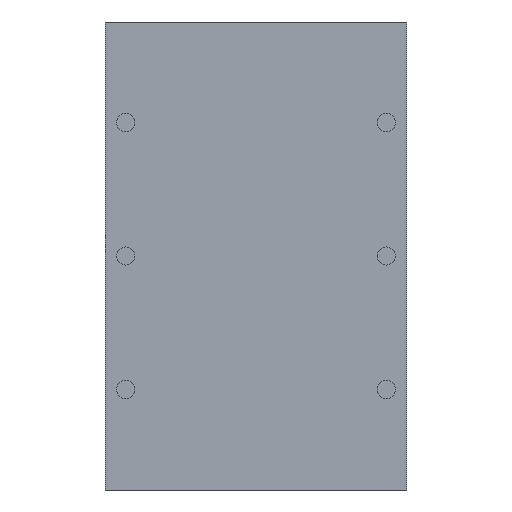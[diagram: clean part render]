
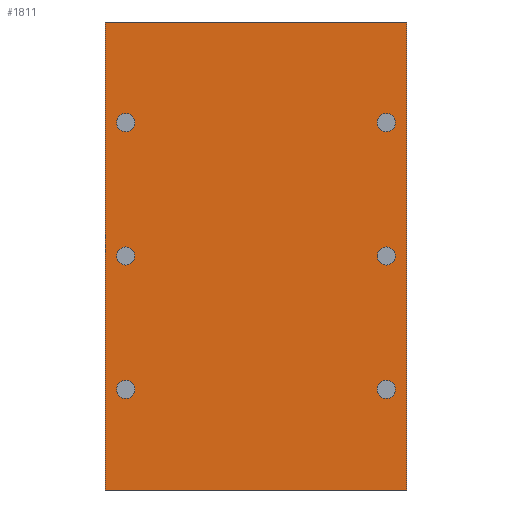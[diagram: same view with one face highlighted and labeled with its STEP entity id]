
A CAD part, front view. The second image highlights one B-rep face of the part: STEP entity #1811.
In plain terms, the highlighted planar face has unit normal (0, -1, 0).
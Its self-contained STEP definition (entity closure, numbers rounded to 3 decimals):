
#68 = DIRECTION ( 'NONE',  ( 0., 0., 1. ) ) ;
#69 = DIRECTION ( 'NONE',  ( 0., 1., 0. ) ) ;
#70 = PLANE ( 'NONE',  #2488 ) ;
#71 = CARTESIAN_POINT ( 'NONE',  ( 1.497, 5.736, -3.507 ) ) ;
#636 = VERTEX_POINT ( 'NONE', #825 ) ;
#654 = VERTEX_POINT ( 'NONE', #823 ) ;
#675 = VERTEX_POINT ( 'NONE', #820 ) ;
#681 = VERTEX_POINT ( 'NONE', #818 ) ;
#818 = CARTESIAN_POINT ( 'NONE',  ( 6.301, 5.736, 0. ) ) ;
#820 = CARTESIAN_POINT ( 'NONE',  ( 6.301, 5.736, 57.912 ) ) ;
#823 = CARTESIAN_POINT ( 'NONE',  ( 43.639, 5.736, 0. ) ) ;
#825 = CARTESIAN_POINT ( 'NONE',  ( 43.639, 5.736, 57.912 ) ) ;
#1523 = VECTOR ( 'NONE', #4292, 1000. ) ;
#1529 = LINE ( 'NONE', #4293, #1523 ) ;
#1538 = CIRCLE ( 'NONE', #4039, 1.13 ) ;
#1539 = LINE ( 'NONE', #4264, #1541 ) ;
#1541 = VECTOR ( 'NONE', #4263, 1000. ) ;
#1542 = CIRCLE ( 'NONE', #3753, 1.13 ) ;
#1545 = CIRCLE ( 'NONE', #2659, 1.13 ) ;
#1546 = CIRCLE ( 'NONE', #3291, 1.13 ) ;
#1547 = CIRCLE ( 'NONE', #3286, 1.13 ) ;
#1548 = CIRCLE ( 'NONE', #3294, 1.13 ) ;
#1811 = ADVANCED_FACE ( 'NONE', ( #2838, #2834, #2832, #2830, #2839, #2836, #2833 ), #70, .F. ) ;
#1964 = EDGE_CURVE ( 'NONE', #675, #681, #2737, .T. ) ;
#1969 = EDGE_CURVE ( 'NONE', #636, #654, #2728, .T. ) ;
#2258 = EDGE_CURVE ( 'NONE', #654, #681, #1529, .T. ) ;
#2261 = EDGE_CURVE ( 'NONE', #3909, #3909, #1538, .T. ) ;
#2263 = EDGE_CURVE ( 'NONE', #4032, #4032, #1542, .T. ) ;
#2264 = EDGE_CURVE ( 'NONE', #636, #675, #1539, .T. ) ;
#2265 = EDGE_CURVE ( 'NONE', #4023, #4023, #1545, .T. ) ;
#2266 = EDGE_CURVE ( 'NONE', #3991, #3991, #1546, .T. ) ;
#2267 = EDGE_CURVE ( 'NONE', #3998, #3998, #1547, .T. ) ;
#2268 = EDGE_CURVE ( 'NONE', #3942, #3942, #1548, .T. ) ;
#2488 = AXIS2_PLACEMENT_3D ( 'NONE', #71, #69, #68 ) ;
#2659 = AXIS2_PLACEMENT_3D ( 'NONE', #4262, #4259, #4258 ) ;
#2727 = VECTOR ( 'NONE', #4563, 1000. ) ;
#2728 = LINE ( 'NONE', #4564, #2727 ) ;
#2737 = LINE ( 'NONE', #4618, #2741 ) ;
#2741 = VECTOR ( 'NONE', #4595, 1000. ) ;
#2830 = FACE_BOUND ( 'NONE', #3704, .T. ) ;
#2832 = FACE_BOUND ( 'NONE', #3706, .T. ) ;
#2833 = FACE_BOUND ( 'NONE', #3699, .T. ) ;
#2834 = FACE_BOUND ( 'NONE', #3711, .T. ) ;
#2836 = FACE_BOUND ( 'NONE', #3701, .T. ) ;
#2838 = FACE_OUTER_BOUND ( 'NONE', #3637, .T. ) ;
#2839 = FACE_BOUND ( 'NONE', #3696, .T. ) ;
#3286 = AXIS2_PLACEMENT_3D ( 'NONE', #4276, #4249, #4248 ) ;
#3291 = AXIS2_PLACEMENT_3D ( 'NONE', #4270, #4255, #4251 ) ;
#3294 = AXIS2_PLACEMENT_3D ( 'NONE', #4257, #4244, #4242 ) ;
#3637 = EDGE_LOOP ( 'NONE', ( #3796, #3795, #3794, #3793 ) ) ;
#3696 = EDGE_LOOP ( 'NONE', ( #3789 ) ) ;
#3699 = EDGE_LOOP ( 'NONE', ( #3787 ) ) ;
#3701 = EDGE_LOOP ( 'NONE', ( #3788 ) ) ;
#3704 = EDGE_LOOP ( 'NONE', ( #3790 ) ) ;
#3706 = EDGE_LOOP ( 'NONE', ( #3791 ) ) ;
#3711 = EDGE_LOOP ( 'NONE', ( #3792 ) ) ;
#3753 = AXIS2_PLACEMENT_3D ( 'NONE', #4280, #4267, #4266 ) ;
#3787 = ORIENTED_EDGE ( 'NONE', *, *, #2268, .F. ) ;
#3788 = ORIENTED_EDGE ( 'NONE', *, *, #2267, .F. ) ;
#3789 = ORIENTED_EDGE ( 'NONE', *, *, #2266, .F. ) ;
#3790 = ORIENTED_EDGE ( 'NONE', *, *, #2265, .F. ) ;
#3791 = ORIENTED_EDGE ( 'NONE', *, *, #2261, .F. ) ;
#3792 = ORIENTED_EDGE ( 'NONE', *, *, #2263, .F. ) ;
#3793 = ORIENTED_EDGE ( 'NONE', *, *, #1969, .F. ) ;
#3794 = ORIENTED_EDGE ( 'NONE', *, *, #2258, .F. ) ;
#3795 = ORIENTED_EDGE ( 'NONE', *, *, #1964, .T. ) ;
#3796 = ORIENTED_EDGE ( 'NONE', *, *, #2264, .T. ) ;
#3909 = VERTEX_POINT ( 'NONE', #4029 ) ;
#3921 = CARTESIAN_POINT ( 'NONE',  ( 41.099, 5.736, 46.596 ) ) ;
#3942 = VERTEX_POINT ( 'NONE', #3948 ) ;
#3948 = CARTESIAN_POINT ( 'NONE',  ( 41.099, 5.736, 30.086 ) ) ;
#3991 = VERTEX_POINT ( 'NONE', #4022 ) ;
#3994 = CARTESIAN_POINT ( 'NONE',  ( 8.841, 5.736, 30.086 ) ) ;
#3998 = VERTEX_POINT ( 'NONE', #3994 ) ;
#4014 = CARTESIAN_POINT ( 'NONE',  ( 8.841, 5.736, 13.576 ) ) ;
#4022 = CARTESIAN_POINT ( 'NONE',  ( 8.841, 5.736, 46.596 ) ) ;
#4023 = VERTEX_POINT ( 'NONE', #4014 ) ;
#4029 = CARTESIAN_POINT ( 'NONE',  ( 41.099, 5.736, 13.576 ) ) ;
#4032 = VERTEX_POINT ( 'NONE', #3921 ) ;
#4039 = AXIS2_PLACEMENT_3D ( 'NONE', #4299, #4278, #4277 ) ;
#4242 = DIRECTION ( 'NONE',  ( 0., 0., 1. ) ) ;
#4244 = DIRECTION ( 'NONE',  ( 0., -1., 0. ) ) ;
#4248 = DIRECTION ( 'NONE',  ( 0., 0., 1. ) ) ;
#4249 = DIRECTION ( 'NONE',  ( 0., -1., 0. ) ) ;
#4251 = DIRECTION ( 'NONE',  ( 0., 0., 1. ) ) ;
#4255 = DIRECTION ( 'NONE',  ( 0., -1., 0. ) ) ;
#4257 = CARTESIAN_POINT ( 'NONE',  ( 41.099, 5.736, 28.956 ) ) ;
#4258 = DIRECTION ( 'NONE',  ( 0., 0., 1. ) ) ;
#4259 = DIRECTION ( 'NONE',  ( 0., -1., 0. ) ) ;
#4262 = CARTESIAN_POINT ( 'NONE',  ( 8.841, 5.736, 12.446 ) ) ;
#4263 = DIRECTION ( 'NONE',  ( -1., 0., 0. ) ) ;
#4264 = CARTESIAN_POINT ( 'NONE',  ( 16.16, 5.736, 57.912 ) ) ;
#4266 = DIRECTION ( 'NONE',  ( 0., 0., 1. ) ) ;
#4267 = DIRECTION ( 'NONE',  ( 0., -1., 0. ) ) ;
#4270 = CARTESIAN_POINT ( 'NONE',  ( 8.841, 5.736, 45.466 ) ) ;
#4276 = CARTESIAN_POINT ( 'NONE',  ( 8.841, 5.736, 28.956 ) ) ;
#4277 = DIRECTION ( 'NONE',  ( 0., 0., 1. ) ) ;
#4278 = DIRECTION ( 'NONE',  ( 0., -1., 0. ) ) ;
#4280 = CARTESIAN_POINT ( 'NONE',  ( 41.099, 5.736, 45.466 ) ) ;
#4292 = DIRECTION ( 'NONE',  ( -1., 0., 0. ) ) ;
#4293 = CARTESIAN_POINT ( 'NONE',  ( 16.16, 5.736, 0. ) ) ;
#4299 = CARTESIAN_POINT ( 'NONE',  ( 41.099, 5.736, 12.446 ) ) ;
#4563 = DIRECTION ( 'NONE',  ( 0., 0., -1. ) ) ;
#4564 = CARTESIAN_POINT ( 'NONE',  ( 43.639, 5.736, 57.912 ) ) ;
#4595 = DIRECTION ( 'NONE',  ( 0., 0., -1. ) ) ;
#4618 = CARTESIAN_POINT ( 'NONE',  ( 6.301, 5.736, 57.912 ) ) ;
